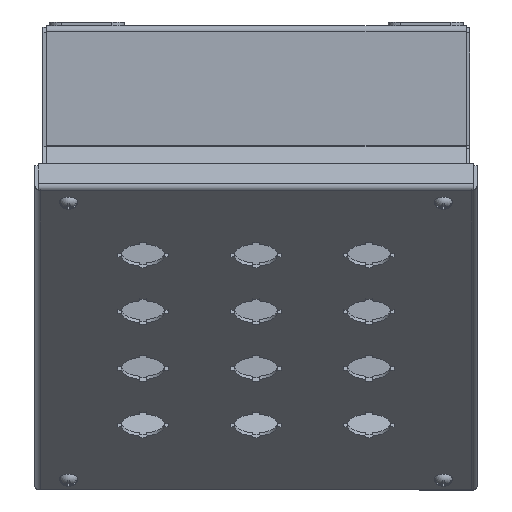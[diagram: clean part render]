
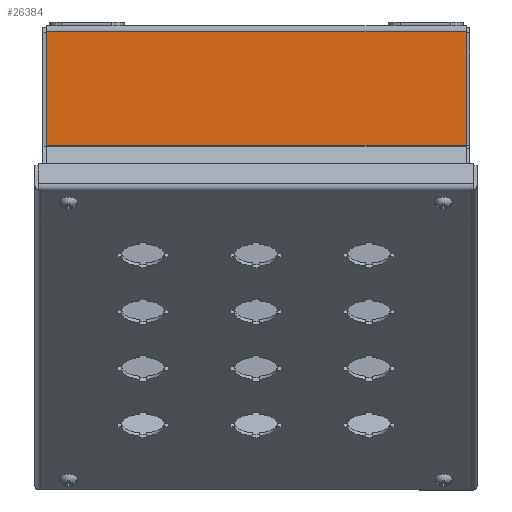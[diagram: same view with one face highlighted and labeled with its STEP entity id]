
A CAD part, top view. The second image highlights one B-rep face of the part: STEP entity #26384.
In plain terms, the highlighted planar face has unit normal (0, 0, 1).
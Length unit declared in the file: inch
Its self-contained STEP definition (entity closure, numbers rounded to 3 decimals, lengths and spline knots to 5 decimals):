
#205 = CARTESIAN_POINT ( 'NONE',  ( -4.178, 1.31893, 5.3334 ) ) ;
#837 = EDGE_LOOP ( 'NONE', ( #10677, #8043, #6947, #16453 ) ) ;
#887 = AXIS2_PLACEMENT_3D ( 'NONE', #5568, #22834, #27352 ) ;
#2472 = LINE ( 'NONE', #205, #11832 ) ;
#3173 = VECTOR ( 'NONE', #11360, 39.37008 ) ;
#3313 = FACE_OUTER_BOUND ( 'NONE', #837, .T. ) ;
#5568 = CARTESIAN_POINT ( 'NONE',  ( -4.178, 3.71528, 5.3334 ) ) ;
#5703 = PLANE ( 'NONE',  #887 ) ;
#6609 = CARTESIAN_POINT ( 'NONE',  ( 4.178, -5.13719, 5.3334 ) ) ;
#6911 = CARTESIAN_POINT ( 'NONE',  ( -4.178, 3.60728, 5.3334 ) ) ;
#6947 = ORIENTED_EDGE ( 'NONE', *, *, #23417, .F. ) ;
#6961 = VERTEX_POINT ( 'NONE', #6911 ) ;
#7669 = EDGE_CURVE ( 'NONE', #11773, #6961, #8675, .T. ) ;
#8043 = ORIENTED_EDGE ( 'NONE', *, *, #7669, .F. ) ;
#8675 = LINE ( 'NONE', #21549, #3173 ) ;
#10677 = ORIENTED_EDGE ( 'NONE', *, *, #10820, .F. ) ;
#10820 = EDGE_CURVE ( 'NONE', #6961, #27684, #17018, .T. ) ;
#11360 = DIRECTION ( 'NONE',  ( 0., 1., 0. ) ) ;
#11361 = VECTOR ( 'NONE', #14900, 39.37008 ) ;
#11773 = VERTEX_POINT ( 'NONE', #24443 ) ;
#11832 = VECTOR ( 'NONE', #19732, 39.37008 ) ;
#11941 = CARTESIAN_POINT ( 'NONE',  ( 4.178, 1.31893, 5.3334 ) ) ;
#11955 = VECTOR ( 'NONE', #24293, 39.37008 ) ;
#14746 = VERTEX_POINT ( 'NONE', #11941 ) ;
#14900 = DIRECTION ( 'NONE',  ( 1., 0., 0. ) ) ;
#16453 = ORIENTED_EDGE ( 'NONE', *, *, #23097, .T. ) ;
#17018 = LINE ( 'NONE', #25790, #11361 ) ;
#19633 = LINE ( 'NONE', #6609, #11955 ) ;
#19732 = DIRECTION ( 'NONE',  ( -1., 0., 0. ) ) ;
#21549 = CARTESIAN_POINT ( 'NONE',  ( -4.178, -4.84722, 5.3334 ) ) ;
#22834 = DIRECTION ( 'NONE',  ( 0., 0., -1. ) ) ;
#23097 = EDGE_CURVE ( 'NONE', #14746, #27684, #19633, .T. ) ;
#23295 = CARTESIAN_POINT ( 'NONE',  ( 4.178, 3.60728, 5.3334 ) ) ;
#23417 = EDGE_CURVE ( 'NONE', #14746, #11773, #2472, .T. ) ;
#24293 = DIRECTION ( 'NONE',  ( 0., 1., 0. ) ) ;
#24443 = CARTESIAN_POINT ( 'NONE',  ( -4.178, 1.31893, 5.3334 ) ) ;
#25790 = CARTESIAN_POINT ( 'NONE',  ( -4.178, 3.60728, 5.3334 ) ) ;
#26384 = ADVANCED_FACE ( 'NONE', ( #3313 ), #5703, .F. ) ;
#27352 = DIRECTION ( 'NONE',  ( -1., 0., 0. ) ) ;
#27684 = VERTEX_POINT ( 'NONE', #23295 ) ;
